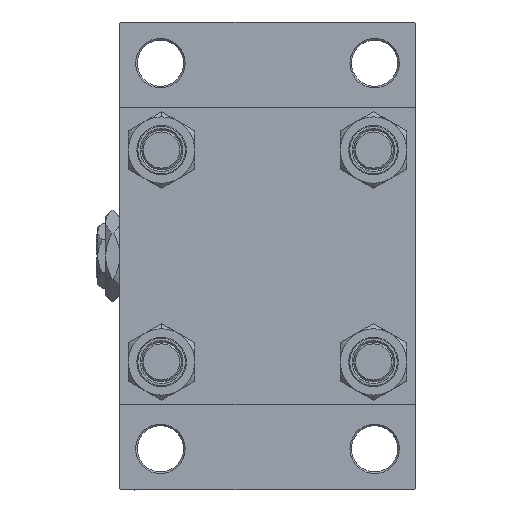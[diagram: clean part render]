
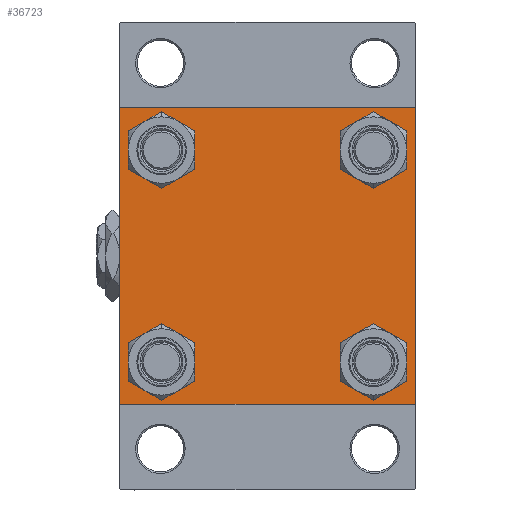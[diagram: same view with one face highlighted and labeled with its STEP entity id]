
A CAD part, left-side view. The second image highlights one B-rep face of the part: STEP entity #36723.
In plain terms, the highlighted planar face has unit normal (-1, 0, 0).
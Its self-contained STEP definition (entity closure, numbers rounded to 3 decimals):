
#203 = CARTESIAN_POINT ( 'NONE',  ( 0., 32.15, -32.15 ) ) ;
#674 = ORIENTED_EDGE ( 'NONE', *, *, #34821, .T. ) ;
#838 = DIRECTION ( 'NONE',  ( 1., 0., 0. ) ) ;
#928 = EDGE_LOOP ( 'NONE', ( #45989, #45226, #33115, #13371, #22392, #40885, #32342, #19685 ) ) ;
#1209 = EDGE_CURVE ( 'NONE', #38884, #9295, #6345, .T. ) ;
#1267 = EDGE_CURVE ( 'NONE', #14213, #36227, #38784, .T. ) ;
#2100 = LINE ( 'NONE', #30722, #24842 ) ;
#2388 = AXIS2_PLACEMENT_3D ( 'NONE', #47767, #43575, #46809 ) ;
#2406 = CARTESIAN_POINT ( 'NONE',  ( 0., -32.15, 38.65 ) ) ;
#2532 = AXIS2_PLACEMENT_3D ( 'NONE', #26755, #41854, #7950 ) ;
#2785 = CARTESIAN_POINT ( 'NONE',  ( 0., 45., -45. ) ) ;
#3197 = DIRECTION ( 'NONE',  ( 0., 0., -1. ) ) ;
#3470 = ORIENTED_EDGE ( 'NONE', *, *, #4327, .T. ) ;
#4229 = FACE_BOUND ( 'NONE', #44261, .T. ) ;
#4327 = EDGE_CURVE ( 'NONE', #34836, #35892, #28621, .T. ) ;
#4597 = ORIENTED_EDGE ( 'NONE', *, *, #1209, .T. ) ;
#4702 = DIRECTION ( 'NONE',  ( 0., 0., 1. ) ) ;
#4876 = EDGE_CURVE ( 'NONE', #31822, #24614, #46461, .T. ) ;
#4989 = PLANE ( 'NONE',  #5758 ) ;
#5064 = CARTESIAN_POINT ( 'NONE',  ( 0., 32.15, 32.15 ) ) ;
#5105 = CARTESIAN_POINT ( 'NONE',  ( 0., 44.5, -45. ) ) ;
#5206 = DIRECTION ( 'NONE',  ( 1., 0., 0. ) ) ;
#5223 = VECTOR ( 'NONE', #17897, 1000. ) ;
#5386 = CARTESIAN_POINT ( 'NONE',  ( 0., -32.15, -38.65 ) ) ;
#5623 = ORIENTED_EDGE ( 'NONE', *, *, #31746, .T. ) ;
#5758 = AXIS2_PLACEMENT_3D ( 'NONE', #24055, #12170, #20094 ) ;
#6345 = CIRCLE ( 'NONE', #42757, 6.5 ) ;
#7950 = DIRECTION ( 'NONE',  ( 0., 0., 1. ) ) ;
#8217 = CARTESIAN_POINT ( 'NONE',  ( 0., -32.15, -32.15 ) ) ;
#8815 = CIRCLE ( 'NONE', #38865, 6.5 ) ;
#8965 = FACE_BOUND ( 'NONE', #35093, .T. ) ;
#8997 = VECTOR ( 'NONE', #37361, 1000. ) ;
#9295 = VERTEX_POINT ( 'NONE', #5386 ) ;
#9978 = LINE ( 'NONE', #2785, #5223 ) ;
#10278 = EDGE_CURVE ( 'NONE', #13090, #22063, #17809, .T. ) ;
#11235 = EDGE_CURVE ( 'NONE', #31257, #15534, #36179, .T. ) ;
#11287 = VECTOR ( 'NONE', #3197, 1000. ) ;
#11433 = DIRECTION ( 'NONE',  ( 1., 0., 0. ) ) ;
#11482 = CARTESIAN_POINT ( 'NONE',  ( 0., 44.5, 45. ) ) ;
#12170 = DIRECTION ( 'NONE',  ( -1., 0., 0. ) ) ;
#13090 = VERTEX_POINT ( 'NONE', #11482 ) ;
#13369 = DIRECTION ( 'NONE',  ( 0., 0.707, -0.707 ) ) ;
#13371 = ORIENTED_EDGE ( 'NONE', *, *, #4876, .T. ) ;
#13518 = CARTESIAN_POINT ( 'NONE',  ( 0., 32.15, -25.65 ) ) ;
#14213 = VERTEX_POINT ( 'NONE', #2406 ) ;
#14365 = LINE ( 'NONE', #44790, #11287 ) ;
#14392 = VERTEX_POINT ( 'NONE', #5105 ) ;
#15175 = AXIS2_PLACEMENT_3D ( 'NONE', #21126, #29766, #44615 ) ;
#15424 = ORIENTED_EDGE ( 'NONE', *, *, #44884, .T. ) ;
#15534 = VERTEX_POINT ( 'NONE', #22627 ) ;
#16522 = VERTEX_POINT ( 'NONE', #42171 ) ;
#16566 = CARTESIAN_POINT ( 'NONE',  ( 0., 32.15, 25.65 ) ) ;
#16858 = EDGE_CURVE ( 'NONE', #14392, #31822, #9978, .T. ) ;
#17026 = EDGE_CURVE ( 'NONE', #13090, #15534, #36312, .T. ) ;
#17627 = CARTESIAN_POINT ( 'NONE',  ( 0., -44.75, 44.75 ) ) ;
#17710 = EDGE_CURVE ( 'NONE', #9295, #38884, #38412, .T. ) ;
#17773 = AXIS2_PLACEMENT_3D ( 'NONE', #5064, #838, #38713 ) ;
#17809 = LINE ( 'NONE', #36844, #21581 ) ;
#17897 = DIRECTION ( 'NONE',  ( 0., -1., 0. ) ) ;
#19039 = LINE ( 'NONE', #40849, #8997 ) ;
#19685 = ORIENTED_EDGE ( 'NONE', *, *, #10278, .T. ) ;
#20094 = DIRECTION ( 'NONE',  ( 0., 0., 1. ) ) ;
#20314 = DIRECTION ( 'NONE',  ( 0., 0., 1. ) ) ;
#20995 = DIRECTION ( 'NONE',  ( 0., -1., 0. ) ) ;
#21126 = CARTESIAN_POINT ( 'NONE',  ( 0., 32.15, 32.15 ) ) ;
#21408 = CARTESIAN_POINT ( 'NONE',  ( 0., -45., 44.5 ) ) ;
#21581 = VECTOR ( 'NONE', #13369, 1000. ) ;
#22063 = VERTEX_POINT ( 'NONE', #35099 ) ;
#22392 = ORIENTED_EDGE ( 'NONE', *, *, #36898, .F. ) ;
#22536 = DIRECTION ( 'NONE',  ( 0., 0., -1. ) ) ;
#22627 = CARTESIAN_POINT ( 'NONE',  ( 0., -44.5, 45. ) ) ;
#22706 = EDGE_LOOP ( 'NONE', ( #5623, #43401 ) ) ;
#22778 = DIRECTION ( 'NONE',  ( 1., 0., 0. ) ) ;
#22844 = ORIENTED_EDGE ( 'NONE', *, *, #1267, .T. ) ;
#23249 = DIRECTION ( 'NONE',  ( 0., 0., 1. ) ) ;
#23896 = CIRCLE ( 'NONE', #2532, 6.5 ) ;
#24025 = CARTESIAN_POINT ( 'NONE',  ( 0., -32.15, 32.15 ) ) ;
#24055 = CARTESIAN_POINT ( 'NONE',  ( 0., 0., 0. ) ) ;
#24614 = VERTEX_POINT ( 'NONE', #46310 ) ;
#24842 = VECTOR ( 'NONE', #22536, 1000. ) ;
#25977 = CARTESIAN_POINT ( 'NONE',  ( 0., -44.75, -44.75 ) ) ;
#26755 = CARTESIAN_POINT ( 'NONE',  ( 0., -32.15, 32.15 ) ) ;
#27009 = FACE_BOUND ( 'NONE', #22706, .T. ) ;
#27209 = DIRECTION ( 'NONE',  ( 1., 0., 0. ) ) ;
#27520 = FACE_OUTER_BOUND ( 'NONE', #928, .T. ) ;
#28342 = CARTESIAN_POINT ( 'NONE',  ( 0., -32.15, -25.65 ) ) ;
#28621 = CIRCLE ( 'NONE', #15175, 6.5 ) ;
#29766 = DIRECTION ( 'NONE',  ( 1., 0., 0. ) ) ;
#30082 = VERTEX_POINT ( 'NONE', #43968 ) ;
#30493 = DIRECTION ( 'NONE',  ( 0., 0., 1. ) ) ;
#30722 = CARTESIAN_POINT ( 'NONE',  ( 0., 45., 45. ) ) ;
#31257 = VERTEX_POINT ( 'NONE', #21408 ) ;
#31746 = EDGE_CURVE ( 'NONE', #35322, #16522, #40347, .T. ) ;
#31822 = VERTEX_POINT ( 'NONE', #32675 ) ;
#32342 = ORIENTED_EDGE ( 'NONE', *, *, #17026, .F. ) ;
#32675 = CARTESIAN_POINT ( 'NONE',  ( 0., -44.5, -45. ) ) ;
#32717 = DIRECTION ( 'NONE',  ( 0., 0.707, 0.707 ) ) ;
#32978 = EDGE_CURVE ( 'NONE', #16522, #35322, #8815, .T. ) ;
#33115 = ORIENTED_EDGE ( 'NONE', *, *, #16858, .T. ) ;
#34587 = ORIENTED_EDGE ( 'NONE', *, *, #17710, .T. ) ;
#34821 = EDGE_CURVE ( 'NONE', #36227, #14213, #23896, .T. ) ;
#34836 = VERTEX_POINT ( 'NONE', #46808 ) ;
#35093 = EDGE_LOOP ( 'NONE', ( #3470, #15424 ) ) ;
#35099 = CARTESIAN_POINT ( 'NONE',  ( 0., 45., 44.5 ) ) ;
#35322 = VERTEX_POINT ( 'NONE', #13518 ) ;
#35604 = AXIS2_PLACEMENT_3D ( 'NONE', #24025, #5206, #20314 ) ;
#35892 = VERTEX_POINT ( 'NONE', #16566 ) ;
#36179 = LINE ( 'NONE', #17627, #37424 ) ;
#36227 = VERTEX_POINT ( 'NONE', #42910 ) ;
#36312 = LINE ( 'NONE', #43517, #45513 ) ;
#36540 = EDGE_LOOP ( 'NONE', ( #4597, #34587 ) ) ;
#36723 = ADVANCED_FACE ( 'NONE', ( #4229, #46569, #27009, #8965, #27520 ), #4989, .T. ) ;
#36844 = CARTESIAN_POINT ( 'NONE',  ( 0., 44.75, 44.75 ) ) ;
#36898 = EDGE_CURVE ( 'NONE', #31257, #24614, #14365, .T. ) ;
#37361 = DIRECTION ( 'NONE',  ( 0., -0.707, -0.707 ) ) ;
#37424 = VECTOR ( 'NONE', #32717, 1000. ) ;
#37600 = EDGE_CURVE ( 'NONE', #30082, #14392, #19039, .T. ) ;
#37622 = CARTESIAN_POINT ( 'NONE',  ( 0., -32.15, -32.15 ) ) ;
#38412 = CIRCLE ( 'NONE', #39244, 6.5 ) ;
#38530 = DIRECTION ( 'NONE',  ( 0., -0.707, 0.707 ) ) ;
#38713 = DIRECTION ( 'NONE',  ( 0., 0., 1. ) ) ;
#38784 = CIRCLE ( 'NONE', #35604, 6.5 ) ;
#38865 = AXIS2_PLACEMENT_3D ( 'NONE', #203, #27209, #23249 ) ;
#38884 = VERTEX_POINT ( 'NONE', #28342 ) ;
#39244 = AXIS2_PLACEMENT_3D ( 'NONE', #8217, #11433, #30493 ) ;
#40214 = EDGE_CURVE ( 'NONE', #22063, #30082, #2100, .T. ) ;
#40347 = CIRCLE ( 'NONE', #2388, 6.5 ) ;
#40849 = CARTESIAN_POINT ( 'NONE',  ( 0., 44.75, -44.75 ) ) ;
#40885 = ORIENTED_EDGE ( 'NONE', *, *, #11235, .T. ) ;
#41854 = DIRECTION ( 'NONE',  ( 1., 0., 0. ) ) ;
#42171 = CARTESIAN_POINT ( 'NONE',  ( 0., 32.15, -38.65 ) ) ;
#42757 = AXIS2_PLACEMENT_3D ( 'NONE', #37622, #22778, #4702 ) ;
#42903 = VECTOR ( 'NONE', #38530, 1000. ) ;
#42910 = CARTESIAN_POINT ( 'NONE',  ( 0., -32.15, 25.65 ) ) ;
#43401 = ORIENTED_EDGE ( 'NONE', *, *, #32978, .T. ) ;
#43517 = CARTESIAN_POINT ( 'NONE',  ( 0., 45., 45. ) ) ;
#43575 = DIRECTION ( 'NONE',  ( 1., 0., 0. ) ) ;
#43968 = CARTESIAN_POINT ( 'NONE',  ( 0., 45., -44.5 ) ) ;
#44261 = EDGE_LOOP ( 'NONE', ( #22844, #674 ) ) ;
#44615 = DIRECTION ( 'NONE',  ( 0., 0., 1. ) ) ;
#44790 = CARTESIAN_POINT ( 'NONE',  ( 0., -45., 45. ) ) ;
#44884 = EDGE_CURVE ( 'NONE', #35892, #34836, #47025, .T. ) ;
#45226 = ORIENTED_EDGE ( 'NONE', *, *, #37600, .T. ) ;
#45513 = VECTOR ( 'NONE', #20995, 1000. ) ;
#45989 = ORIENTED_EDGE ( 'NONE', *, *, #40214, .T. ) ;
#46310 = CARTESIAN_POINT ( 'NONE',  ( 0., -45., -44.5 ) ) ;
#46461 = LINE ( 'NONE', #25977, #42903 ) ;
#46569 = FACE_BOUND ( 'NONE', #36540, .T. ) ;
#46808 = CARTESIAN_POINT ( 'NONE',  ( 0., 32.15, 38.65 ) ) ;
#46809 = DIRECTION ( 'NONE',  ( 0., 0., 1. ) ) ;
#47025 = CIRCLE ( 'NONE', #17773, 6.5 ) ;
#47767 = CARTESIAN_POINT ( 'NONE',  ( 0., 32.15, -32.15 ) ) ;
